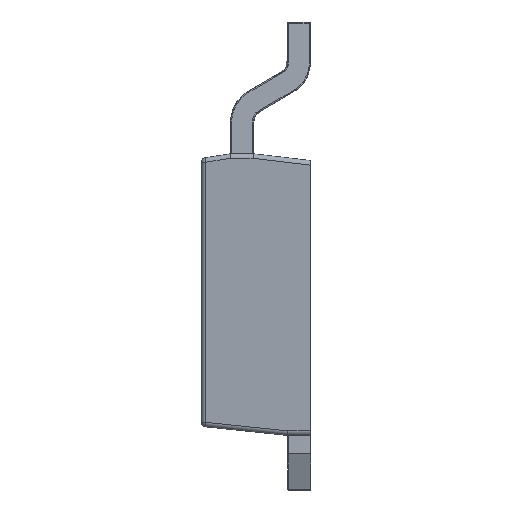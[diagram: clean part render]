
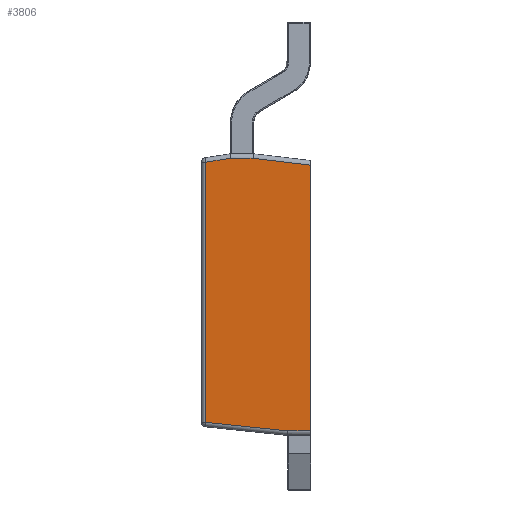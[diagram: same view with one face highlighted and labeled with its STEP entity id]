
A CAD part, left-side view. The second image highlights one B-rep face of the part: STEP entity #3806.
In plain terms, the highlighted planar face has unit normal (-0.997, 0.083, 0).
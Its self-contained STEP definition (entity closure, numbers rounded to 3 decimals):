
#76 = PLANE ( 'NONE',  #5353 ) ;
#818 = CARTESIAN_POINT ( 'NONE',  ( -3.203, 1.761, 2.999 ) ) ;
#1664 = DIRECTION ( 'NONE',  ( -0.083, -0.997, 0. ) ) ;
#2204 = EDGE_CURVE ( 'NONE', #15911, #18537, #15564, .T. ) ;
#2231 = ORIENTED_EDGE ( 'NONE', *, *, #5442, .T. ) ;
#2470 = DIRECTION ( 'NONE',  ( 0., 0., -1. ) ) ;
#2487 = ORIENTED_EDGE ( 'NONE', *, *, #6819, .T. ) ;
#3123 = LINE ( 'NONE', #17818, #7437 ) ;
#3806 = ADVANCED_FACE ( 'NONE', ( #15533 ), #76, .F. ) ;
#3830 = DIRECTION ( 'NONE',  ( -0.083, -0.991, -0.104 ) ) ;
#4525 = DIRECTION ( 'NONE',  ( 0.082, 0.99, 0.118 ) ) ;
#5353 = AXIS2_PLACEMENT_3D ( 'NONE', #6560, #17821, #8198 ) ;
#5442 = EDGE_CURVE ( 'NONE', #14936, #15207, #11637, .T. ) ;
#6518 = CARTESIAN_POINT ( 'NONE',  ( -3.15, 2.4, -2.999 ) ) ;
#6560 = CARTESIAN_POINT ( 'NONE',  ( -3.15, 2.4, -3.1 ) ) ;
#6819 = EDGE_CURVE ( 'NONE', #18537, #13829, #18846, .T. ) ;
#6861 = LINE ( 'NONE', #8154, #14906 ) ;
#6984 = VECTOR ( 'NONE', #10723, 1000. ) ;
#7002 = VECTOR ( 'NONE', #3830, 1000. ) ;
#7352 = CARTESIAN_POINT ( 'NONE',  ( -3.158, 2.308, -2.9 ) ) ;
#7383 = VERTEX_POINT ( 'NONE', #818 ) ;
#7437 = VECTOR ( 'NONE', #16210, 1000. ) ;
#8154 = CARTESIAN_POINT ( 'NONE',  ( -3.15, 2.4, 2.999 ) ) ;
#8198 = DIRECTION ( 'NONE',  ( 0.083, 0.997, 0. ) ) ;
#8896 = CARTESIAN_POINT ( 'NONE',  ( -3.075, 3.3, 2.761 ) ) ;
#8966 = EDGE_CURVE ( 'NONE', #15207, #7383, #6861, .T. ) ;
#10278 = VECTOR ( 'NONE', #1664, 1000. ) ;
#10723 = DIRECTION ( 'NONE',  ( 0.082, 0.985, -0.152 ) ) ;
#11279 = CARTESIAN_POINT ( 'NONE',  ( -3.35, 0., -2.999 ) ) ;
#11389 = DIRECTION ( 'NONE',  ( 0.083, 0.997, 0. ) ) ;
#11637 = LINE ( 'NONE', #12577, #20209 ) ;
#11870 = CARTESIAN_POINT ( 'NONE',  ( -3.153, 2.369, -2.804 ) ) ;
#12577 = CARTESIAN_POINT ( 'NONE',  ( -3.211, 1.672, 3.048 ) ) ;
#13388 = ORIENTED_EDGE ( 'NONE', *, *, #8966, .T. ) ;
#13650 = LINE ( 'NONE', #7352, #17423 ) ;
#13829 = VERTEX_POINT ( 'NONE', #11279 ) ;
#14906 = VECTOR ( 'NONE', #11389, 1000. ) ;
#14936 = VERTEX_POINT ( 'NONE', #17256 ) ;
#15207 = VERTEX_POINT ( 'NONE', #18446 ) ;
#15533 = FACE_OUTER_BOUND ( 'NONE', #15745, .T. ) ;
#15564 = LINE ( 'NONE', #11870, #7002 ) ;
#15745 = EDGE_LOOP ( 'NONE', ( #17782, #2231, #13388, #20866, #20437, #16499, #2487 ) ) ;
#15826 = VERTEX_POINT ( 'NONE', #19882 ) ;
#15911 = VERTEX_POINT ( 'NONE', #18484 ) ;
#16065 = EDGE_CURVE ( 'NONE', #7383, #15826, #19329, .T. ) ;
#16210 = DIRECTION ( 'NONE',  ( 0., 0., 1. ) ) ;
#16499 = ORIENTED_EDGE ( 'NONE', *, *, #2204, .T. ) ;
#16709 = CARTESIAN_POINT ( 'NONE',  ( -3.308, 0.503, -2.999 ) ) ;
#17256 = CARTESIAN_POINT ( 'NONE',  ( -3.35, 0., 2.848 ) ) ;
#17423 = VECTOR ( 'NONE', #2470, 1000. ) ;
#17600 = EDGE_CURVE ( 'NONE', #13829, #14936, #3123, .T. ) ;
#17782 = ORIENTED_EDGE ( 'NONE', *, *, #17600, .T. ) ;
#17818 = CARTESIAN_POINT ( 'NONE',  ( -3.35, 0., -3.1 ) ) ;
#17821 = DIRECTION ( 'NONE',  ( 0.997, -0.083, 0. ) ) ;
#18446 = CARTESIAN_POINT ( 'NONE',  ( -3.245, 1.264, 2.999 ) ) ;
#18484 = CARTESIAN_POINT ( 'NONE',  ( -3.158, 2.308, -2.81 ) ) ;
#18537 = VERTEX_POINT ( 'NONE', #16709 ) ;
#18545 = EDGE_CURVE ( 'NONE', #15826, #15911, #13650, .T. ) ;
#18846 = LINE ( 'NONE', #6518, #10278 ) ;
#19329 = LINE ( 'NONE', #8896, #6984 ) ;
#19882 = CARTESIAN_POINT ( 'NONE',  ( -3.158, 2.308, 2.914 ) ) ;
#20209 = VECTOR ( 'NONE', #4525, 1000. ) ;
#20437 = ORIENTED_EDGE ( 'NONE', *, *, #18545, .T. ) ;
#20866 = ORIENTED_EDGE ( 'NONE', *, *, #16065, .T. ) ;
